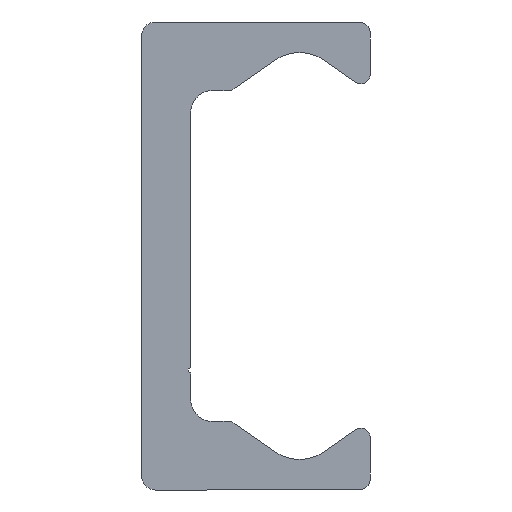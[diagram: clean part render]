
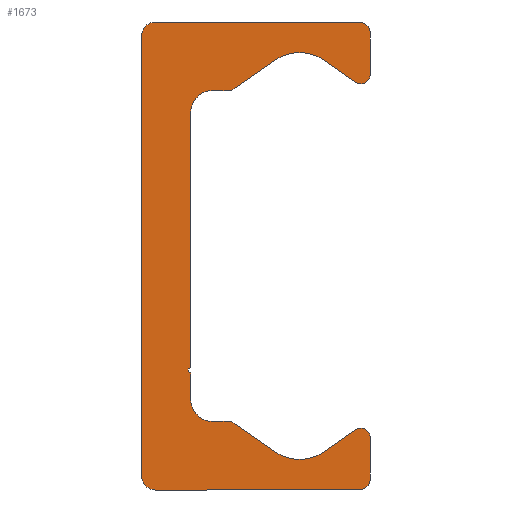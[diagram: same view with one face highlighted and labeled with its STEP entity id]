
A CAD part, left-side view. The second image highlights one B-rep face of the part: STEP entity #1673.
In plain terms, the highlighted planar face has unit normal (-1, 0, 0).
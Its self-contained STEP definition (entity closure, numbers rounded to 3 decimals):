
#764=CARTESIAN_POINT('',(0.0,9.25,-21.5));
#765=VERTEX_POINT('',#764);
#772=CARTESIAN_POINT('',(0.0,10.5,-20.25));
#773=VERTEX_POINT('',#772);
#774=CARTESIAN_POINT('',(0.0,9.25,-20.25));
#775=DIRECTION('',(1.0,0.0,0.0));
#776=DIRECTION('',(0.0,0.0,-1.0));
#777=AXIS2_PLACEMENT_3D('',#774,#775,#776);
#778=CIRCLE('',#777,1.25);
#779=EDGE_CURVE('',#765,#773,#778,.T.);
#803=CARTESIAN_POINT('',(0.0,-9.5,-21.5));
#804=VERTEX_POINT('',#803);
#811=CARTESIAN_POINT('',(0.0,-9.5,-21.5));
#812=DIRECTION('',(0.0,1.0,0.0));
#813=VECTOR('',#812,18.75);
#814=LINE('',#811,#813);
#815=EDGE_CURVE('',#804,#765,#814,.T.);
#835=CARTESIAN_POINT('',(0.0,-10.5,-20.5));
#836=VERTEX_POINT('',#835);
#843=CARTESIAN_POINT('',(0.0,-9.5,-20.5));
#844=DIRECTION('',(1.0,0.0,0.0));
#845=DIRECTION('',(0.0,-1.0,0.0));
#846=AXIS2_PLACEMENT_3D('',#843,#844,#845);
#847=CIRCLE('',#846,1.0);
#848=EDGE_CURVE('',#836,#804,#847,.T.);
#867=CARTESIAN_POINT('',(0.0,-10.5,-16.65));
#868=VERTEX_POINT('',#867);
#875=CARTESIAN_POINT('',(0.0,-10.5,-16.65));
#876=DIRECTION('',(0.0,0.0,-1.0));
#877=VECTOR('',#876,3.85);
#878=LINE('',#875,#877);
#879=EDGE_CURVE('',#868,#836,#878,.T.);
#899=CARTESIAN_POINT('',(0.0,-9.162,-15.954));
#900=VERTEX_POINT('',#899);
#907=CARTESIAN_POINT('',(0.0,-9.65,-16.65));
#908=DIRECTION('',(1.0,0.0,0.0));
#909=DIRECTION('',(0.0,0.574,0.819));
#910=AXIS2_PLACEMENT_3D('',#907,#908,#909);
#911=CIRCLE('',#910,0.85);
#912=EDGE_CURVE('',#900,#868,#911,.T.);
#931=CARTESIAN_POINT('',(0.0,-6.294,-17.962));
#932=VERTEX_POINT('',#931);
#939=CARTESIAN_POINT('',(0.0,-6.294,-17.962));
#940=DIRECTION('',(0.0,-0.819,0.574));
#941=VECTOR('',#940,3.501);
#942=LINE('',#939,#941);
#943=EDGE_CURVE('',#932,#900,#942,.T.);
#963=CARTESIAN_POINT('',(0.0,-1.706,-17.962));
#964=VERTEX_POINT('',#963);
#971=CARTESIAN_POINT('',(0.0,-4.,-14.685));
#972=DIRECTION('',(-1.0,0.0,0.0));
#973=DIRECTION('',(0.0,0.574,0.819));
#974=AXIS2_PLACEMENT_3D('',#971,#972,#973);
#975=CIRCLE('',#974,4.0);
#976=EDGE_CURVE('',#964,#932,#975,.T.);
#995=CARTESIAN_POINT('',(0.0,1.981,-15.381));
#996=VERTEX_POINT('',#995);
#1003=CARTESIAN_POINT('',(0.0,1.981,-15.381));
#1004=DIRECTION('',(0.0,-0.819,-0.574));
#1005=VECTOR('',#1004,4.5);
#1006=LINE('',#1003,#1005);
#1007=EDGE_CURVE('',#996,#964,#1006,.T.);
#1027=CARTESIAN_POINT('',(0.0,2.554,-15.2));
#1028=VERTEX_POINT('',#1027);
#1035=CARTESIAN_POINT('',(0.0,2.554,-16.2));
#1036=DIRECTION('',(1.0,0.0,0.0));
#1037=DIRECTION('',(0.0,0.0,1.0));
#1038=AXIS2_PLACEMENT_3D('',#1035,#1036,#1037);
#1039=CIRCLE('',#1038,1.);
#1040=EDGE_CURVE('',#1028,#996,#1039,.T.);
#1059=CARTESIAN_POINT('',(0.0,4.0,-15.2));
#1060=VERTEX_POINT('',#1059);
#1067=CARTESIAN_POINT('',(0.0,4.0,-15.2));
#1068=DIRECTION('',(0.0,-1.0,0.0));
#1069=VECTOR('',#1068,1.446);
#1070=LINE('',#1067,#1069);
#1071=EDGE_CURVE('',#1060,#1028,#1070,.T.);
#1091=CARTESIAN_POINT('',(0.0,6.,-13.2));
#1092=VERTEX_POINT('',#1091);
#1099=CARTESIAN_POINT('',(0.0,4.,-13.2));
#1100=DIRECTION('',(-1.0,0.0,0.0));
#1101=DIRECTION('',(0.0,0.0,1.0));
#1102=AXIS2_PLACEMENT_3D('',#1099,#1100,#1101);
#1103=CIRCLE('',#1102,2.0);
#1104=EDGE_CURVE('',#1092,#1060,#1103,.T.);
#1123=CARTESIAN_POINT('',(0.0,6.,-10.75));
#1124=VERTEX_POINT('',#1123);
#1131=CARTESIAN_POINT('',(0.0,6.,-10.75));
#1132=DIRECTION('',(0.0,0.0,-1.0));
#1133=VECTOR('',#1132,2.45);
#1134=LINE('',#1131,#1133);
#1135=EDGE_CURVE('',#1124,#1092,#1134,.T.);
#1155=CARTESIAN_POINT('',(0.0,6.,-10.25));
#1156=VERTEX_POINT('',#1155);
#1163=CARTESIAN_POINT('',(0.0,6.,-10.5));
#1164=DIRECTION('',(-1.0,0.0,0.0));
#1165=DIRECTION('',(0.0,0.0,1.0));
#1166=AXIS2_PLACEMENT_3D('',#1163,#1164,#1165);
#1167=CIRCLE('',#1166,0.25);
#1168=EDGE_CURVE('',#1156,#1124,#1167,.T.);
#1187=CARTESIAN_POINT('',(0.0,6.,13.2));
#1188=VERTEX_POINT('',#1187);
#1195=CARTESIAN_POINT('',(0.0,6.,13.2));
#1196=DIRECTION('',(0.0,0.0,-1.0));
#1197=VECTOR('',#1196,23.45);
#1198=LINE('',#1195,#1197);
#1199=EDGE_CURVE('',#1188,#1156,#1198,.T.);
#1249=CARTESIAN_POINT('',(0.0,4.0,15.2));
#1250=VERTEX_POINT('',#1249);
#1257=CARTESIAN_POINT('',(0.0,4.,13.2));
#1258=DIRECTION('',(-1.0,0.0,0.0));
#1259=DIRECTION('',(0.0,-1.0,0.0));
#1260=AXIS2_PLACEMENT_3D('',#1257,#1258,#1259);
#1261=CIRCLE('',#1260,2.0);
#1262=EDGE_CURVE('',#1250,#1188,#1261,.T.);
#1281=CARTESIAN_POINT('',(0.0,2.554,15.2));
#1282=VERTEX_POINT('',#1281);
#1289=CARTESIAN_POINT('',(0.0,2.554,15.2));
#1290=DIRECTION('',(0.0,1.0,0.0));
#1291=VECTOR('',#1290,1.446);
#1292=LINE('',#1289,#1291);
#1293=EDGE_CURVE('',#1282,#1250,#1292,.T.);
#1313=CARTESIAN_POINT('',(0.0,1.981,15.381));
#1314=VERTEX_POINT('',#1313);
#1321=CARTESIAN_POINT('',(0.0,2.554,16.2));
#1322=DIRECTION('',(1.0,0.0,0.0));
#1323=DIRECTION('',(0.0,-0.574,-0.819));
#1324=AXIS2_PLACEMENT_3D('',#1321,#1322,#1323);
#1325=CIRCLE('',#1324,1.);
#1326=EDGE_CURVE('',#1314,#1282,#1325,.T.);
#1345=CARTESIAN_POINT('',(0.0,-1.706,17.962));
#1346=VERTEX_POINT('',#1345);
#1353=CARTESIAN_POINT('',(0.0,-1.706,17.962));
#1354=DIRECTION('',(0.0,0.819,-0.574));
#1355=VECTOR('',#1354,4.5);
#1356=LINE('',#1353,#1355);
#1357=EDGE_CURVE('',#1346,#1314,#1356,.T.);
#1377=CARTESIAN_POINT('',(0.0,-6.294,17.962));
#1378=VERTEX_POINT('',#1377);
#1385=CARTESIAN_POINT('',(0.0,-4.,14.685));
#1386=DIRECTION('',(-1.0,0.0,0.0));
#1387=DIRECTION('',(0.0,-0.574,-0.819));
#1388=AXIS2_PLACEMENT_3D('',#1385,#1386,#1387);
#1389=CIRCLE('',#1388,4.0);
#1390=EDGE_CURVE('',#1378,#1346,#1389,.T.);
#1409=CARTESIAN_POINT('',(0.0,-9.162,15.954));
#1410=VERTEX_POINT('',#1409);
#1417=CARTESIAN_POINT('',(0.0,-9.162,15.954));
#1418=DIRECTION('',(0.0,0.819,0.574));
#1419=VECTOR('',#1418,3.501);
#1420=LINE('',#1417,#1419);
#1421=EDGE_CURVE('',#1410,#1378,#1420,.T.);
#1441=CARTESIAN_POINT('',(0.0,-10.5,16.65));
#1442=VERTEX_POINT('',#1441);
#1449=CARTESIAN_POINT('',(0.0,-9.65,16.65));
#1450=DIRECTION('',(1.0,0.0,0.0));
#1451=DIRECTION('',(0.0,-1.0,0.0));
#1452=AXIS2_PLACEMENT_3D('',#1449,#1450,#1451);
#1453=CIRCLE('',#1452,0.85);
#1454=EDGE_CURVE('',#1442,#1410,#1453,.T.);
#1473=CARTESIAN_POINT('',(0.0,-10.5,20.5));
#1474=VERTEX_POINT('',#1473);
#1481=CARTESIAN_POINT('',(0.0,-10.5,20.5));
#1482=DIRECTION('',(0.0,0.0,-1.0));
#1483=VECTOR('',#1482,3.85);
#1484=LINE('',#1481,#1483);
#1485=EDGE_CURVE('',#1474,#1442,#1484,.T.);
#1505=CARTESIAN_POINT('',(0.0,-9.5,21.5));
#1506=VERTEX_POINT('',#1505);
#1513=CARTESIAN_POINT('',(0.0,-9.5,20.5));
#1514=DIRECTION('',(1.0,0.0,0.0));
#1515=DIRECTION('',(0.0,0.0,1.0));
#1516=AXIS2_PLACEMENT_3D('',#1513,#1514,#1515);
#1517=CIRCLE('',#1516,1.0);
#1518=EDGE_CURVE('',#1506,#1474,#1517,.T.);
#1537=CARTESIAN_POINT('',(0.0,9.25,21.5));
#1538=VERTEX_POINT('',#1537);
#1545=CARTESIAN_POINT('',(0.0,9.25,21.5));
#1546=DIRECTION('',(0.0,-1.0,0.0));
#1547=VECTOR('',#1546,18.75);
#1548=LINE('',#1545,#1547);
#1549=EDGE_CURVE('',#1538,#1506,#1548,.T.);
#1569=CARTESIAN_POINT('',(0.0,10.5,20.25));
#1570=VERTEX_POINT('',#1569);
#1577=CARTESIAN_POINT('',(0.0,9.25,20.25));
#1578=DIRECTION('',(1.0,0.0,0.0));
#1579=DIRECTION('',(0.0,1.0,0.0));
#1580=AXIS2_PLACEMENT_3D('',#1577,#1578,#1579);
#1581=CIRCLE('',#1580,1.25);
#1582=EDGE_CURVE('',#1570,#1538,#1581,.T.);
#1600=CARTESIAN_POINT('',(0.0,10.5,-20.25));
#1601=DIRECTION('',(0.0,0.0,1.0));
#1602=VECTOR('',#1601,40.5);
#1603=LINE('',#1600,#1602);
#1604=EDGE_CURVE('',#773,#1570,#1603,.T.);
#1640=CARTESIAN_POINT('',(0.0,2.66,-0.019));
#1641=DIRECTION('',(1.0,0.0,0.0));
#1642=DIRECTION('',(0.0,0.0,-1.0));
#1643=AXIS2_PLACEMENT_3D('',#1640,#1641,#1642);
#1644=PLANE('',#1643);
#1645=ORIENTED_EDGE('',*,*,#1604,.F.);
#1646=ORIENTED_EDGE('',*,*,#779,.F.);
#1647=ORIENTED_EDGE('',*,*,#815,.F.);
#1648=ORIENTED_EDGE('',*,*,#848,.F.);
#1649=ORIENTED_EDGE('',*,*,#879,.F.);
#1650=ORIENTED_EDGE('',*,*,#912,.F.);
#1651=ORIENTED_EDGE('',*,*,#943,.F.);
#1652=ORIENTED_EDGE('',*,*,#976,.F.);
#1653=ORIENTED_EDGE('',*,*,#1007,.F.);
#1654=ORIENTED_EDGE('',*,*,#1040,.F.);
#1655=ORIENTED_EDGE('',*,*,#1071,.F.);
#1656=ORIENTED_EDGE('',*,*,#1104,.F.);
#1657=ORIENTED_EDGE('',*,*,#1135,.F.);
#1658=ORIENTED_EDGE('',*,*,#1168,.F.);
#1659=ORIENTED_EDGE('',*,*,#1199,.F.);
#1660=ORIENTED_EDGE('',*,*,#1262,.F.);
#1661=ORIENTED_EDGE('',*,*,#1293,.F.);
#1662=ORIENTED_EDGE('',*,*,#1326,.F.);
#1663=ORIENTED_EDGE('',*,*,#1357,.F.);
#1664=ORIENTED_EDGE('',*,*,#1390,.F.);
#1665=ORIENTED_EDGE('',*,*,#1421,.F.);
#1666=ORIENTED_EDGE('',*,*,#1454,.F.);
#1667=ORIENTED_EDGE('',*,*,#1485,.F.);
#1668=ORIENTED_EDGE('',*,*,#1518,.F.);
#1669=ORIENTED_EDGE('',*,*,#1549,.F.);
#1670=ORIENTED_EDGE('',*,*,#1582,.F.);
#1671=EDGE_LOOP('',(#1645,#1646,#1647,#1648,#1649,#1650,#1651,#1652,#1653,#1654,#1655,#1656,#1657,#1658,#1659,#1660,#1661,#1662,#1663,#1664,#1665,#1666,#1667,#1668,#1669,#1670));
#1672=FACE_OUTER_BOUND('',#1671,.T.);
#1673=ADVANCED_FACE('',(#1672),#1644,.F.);
